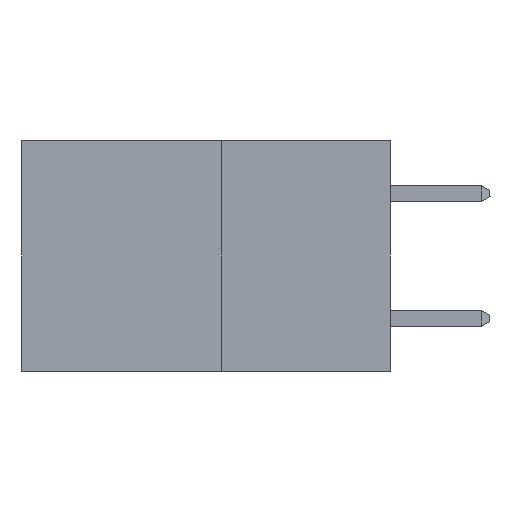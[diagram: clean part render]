
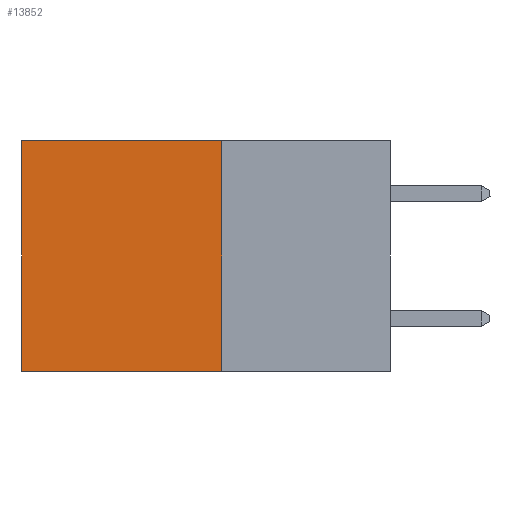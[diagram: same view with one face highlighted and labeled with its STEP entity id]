
A CAD part, left-side view. The second image highlights one B-rep face of the part: STEP entity #13852.
In plain terms, the highlighted planar face has unit normal (-1, 0, 0).
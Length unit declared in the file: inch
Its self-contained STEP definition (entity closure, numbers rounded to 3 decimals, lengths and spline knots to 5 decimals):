
#682 = DIRECTION ( 'NONE',  ( 1., 0., 0. ) ) ;
#907 = CARTESIAN_POINT ( 'NONE',  ( 0.277, 0.59, 0. ) ) ;
#1128 = ORIENTED_EDGE ( 'NONE', *, *, #10996, .T. ) ;
#1235 = ORIENTED_EDGE ( 'NONE', *, *, #16760, .F. ) ;
#1820 = EDGE_CURVE ( 'NONE', #10313, #4108, #13068, .T. ) ;
#2088 = ORIENTED_EDGE ( 'NONE', *, *, #1820, .F. ) ;
#2577 = AXIS2_PLACEMENT_3D ( 'NONE', #9812, #682, #11253 ) ;
#2995 = ORIENTED_EDGE ( 'NONE', *, *, #9703, .T. ) ;
#3254 = VECTOR ( 'NONE', #10145, 39.37008 ) ;
#3458 = CARTESIAN_POINT ( 'NONE',  ( 0.277, 0.27, -0.37 ) ) ;
#4108 = VERTEX_POINT ( 'NONE', #11940 ) ;
#5690 = VECTOR ( 'NONE', #15747, 39.37008 ) ;
#5700 = VERTEX_POINT ( 'NONE', #907 ) ;
#5778 = CARTESIAN_POINT ( 'NONE',  ( 0.277, 0.27, -0.37 ) ) ;
#6048 = VERTEX_POINT ( 'NONE', #9855 ) ;
#9703 = EDGE_CURVE ( 'NONE', #10313, #5700, #15490, .T. ) ;
#9812 = CARTESIAN_POINT ( 'NONE',  ( 0.277, 0.27, -0.37 ) ) ;
#9855 = CARTESIAN_POINT ( 'NONE',  ( 0.277, 0.59, -0.37 ) ) ;
#9970 = LINE ( 'NONE', #5778, #12883 ) ;
#10145 = DIRECTION ( 'NONE',  ( 0., 0., -1. ) ) ;
#10313 = VERTEX_POINT ( 'NONE', #12988 ) ;
#10996 = EDGE_CURVE ( 'NONE', #5700, #6048, #15111, .T. ) ;
#11173 = VECTOR ( 'NONE', #17580, 39.37008 ) ;
#11253 = DIRECTION ( 'NONE',  ( 0., 0., -1. ) ) ;
#11940 = CARTESIAN_POINT ( 'NONE',  ( 0.277, 0.27, -0.37 ) ) ;
#12883 = VECTOR ( 'NONE', #14588, 39.37008 ) ;
#12988 = CARTESIAN_POINT ( 'NONE',  ( 0.277, 0.27, 0. ) ) ;
#13068 = LINE ( 'NONE', #3458, #5690 ) ;
#13852 = ADVANCED_FACE ( 'NONE', ( #17047 ), #17044, .F. ) ;
#13924 = EDGE_LOOP ( 'NONE', ( #1128, #1235, #2088, #2995 ) ) ;
#14588 = DIRECTION ( 'NONE',  ( 0., 1., 0. ) ) ;
#15111 = LINE ( 'NONE', #17794, #3254 ) ;
#15490 = LINE ( 'NONE', #16021, #11173 ) ;
#15747 = DIRECTION ( 'NONE',  ( 0., 0., -1. ) ) ;
#16021 = CARTESIAN_POINT ( 'NONE',  ( 0.277, 0.27, 0. ) ) ;
#16760 = EDGE_CURVE ( 'NONE', #4108, #6048, #9970, .T. ) ;
#17044 = PLANE ( 'NONE',  #2577 ) ;
#17047 = FACE_OUTER_BOUND ( 'NONE', #13924, .T. ) ;
#17580 = DIRECTION ( 'NONE',  ( 0., 1., 0. ) ) ;
#17794 = CARTESIAN_POINT ( 'NONE',  ( 0.277, 0.59, -0.37 ) ) ;
